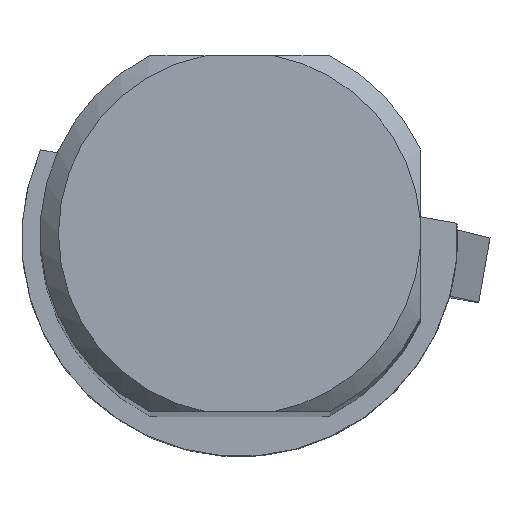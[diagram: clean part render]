
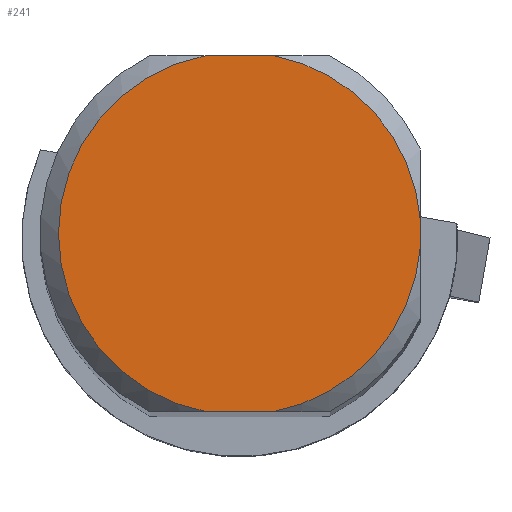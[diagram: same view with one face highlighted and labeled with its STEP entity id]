
A CAD part, top view. The second image highlights one B-rep face of the part: STEP entity #241.
In plain terms, the highlighted planar face has unit normal (0, 0, 1).
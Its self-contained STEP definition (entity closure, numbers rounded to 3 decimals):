
#74=PLANE('',#848);
#101=LINE('',#1186,#170);
#102=LINE('',#1188,#171);
#103=LINE('',#1189,#172);
#170=VECTOR('',#939,1.);
#171=VECTOR('',#940,1.);
#172=VECTOR('',#941,1.);
#241=ADVANCED_FACE('',(#288),#74,.F.);
#288=FACE_OUTER_BOUND('',#331,.T.);
#331=EDGE_LOOP('',(#387,#388,#389,#390,#391,#392));
#387=ORIENTED_EDGE('',*,*,#683,.T.);
#388=ORIENTED_EDGE('',*,*,#681,.T.);
#389=ORIENTED_EDGE('',*,*,#684,.T.);
#390=ORIENTED_EDGE('',*,*,#677,.T.);
#391=ORIENTED_EDGE('',*,*,#685,.T.);
#392=ORIENTED_EDGE('',*,*,#686,.T.);
#603=VERTEX_POINT('',#1163);
#604=VERTEX_POINT('',#1165);
#607=VERTEX_POINT('',#1178);
#608=VERTEX_POINT('',#1180);
#609=VERTEX_POINT('',#1187);
#610=VERTEX_POINT('',#1190);
#677=EDGE_CURVE('',#604,#603,#787,.T.);
#681=EDGE_CURVE('',#608,#607,#789,.T.);
#683=EDGE_CURVE('',#609,#608,#101,.T.);
#684=EDGE_CURVE('',#607,#604,#102,.T.);
#685=EDGE_CURVE('',#603,#610,#103,.T.);
#686=EDGE_CURVE('',#610,#609,#790,.T.);
#787=CIRCLE('',#842,17.3);
#789=CIRCLE('',#845,17.3);
#790=CIRCLE('',#847,17.3);
#842=AXIS2_PLACEMENT_3D('',#1164,#929,#930);
#845=AXIS2_PLACEMENT_3D('',#1179,#935,#936);
#847=AXIS2_PLACEMENT_3D('',#1191,#942,#943);
#848=AXIS2_PLACEMENT_3D('',#1192,#944,#945);
#929=DIRECTION('',(0.,0.,1.));
#930=DIRECTION('',(0.,-1.,0.));
#935=DIRECTION('',(0.,0.,1.));
#936=DIRECTION('',(0.,-1.,0.));
#939=DIRECTION('',(1.,0.,0.));
#940=DIRECTION('',(0.,1.,0.));
#941=DIRECTION('',(-1.,0.,0.));
#942=DIRECTION('',(0.,0.,1.));
#943=DIRECTION('',(0.,-1.,0.));
#944=DIRECTION('',(0.,0.,-1.));
#945=DIRECTION('',(0.,1.,0.));
#1163=CARTESIAN_POINT('',(3.208,17.,232.6));
#1164=CARTESIAN_POINT('',(0.,0.,232.6));
#1165=CARTESIAN_POINT('',(17.25,1.314,232.6));
#1178=CARTESIAN_POINT('',(17.25,-1.314,232.6));
#1179=CARTESIAN_POINT('',(0.,0.,232.6));
#1180=CARTESIAN_POINT('',(3.208,-17.,232.6));
#1186=CARTESIAN_POINT('',(-32.75,-17.,232.6));
#1187=CARTESIAN_POINT('',(-3.208,-17.,232.6));
#1188=CARTESIAN_POINT('',(17.25,-17.,232.6));
#1189=CARTESIAN_POINT('',(17.25,17.,232.6));
#1190=CARTESIAN_POINT('',(-3.208,17.,232.6));
#1191=CARTESIAN_POINT('',(0.,0.,232.6));
#1192=CARTESIAN_POINT('',(0.,0.,232.6));
